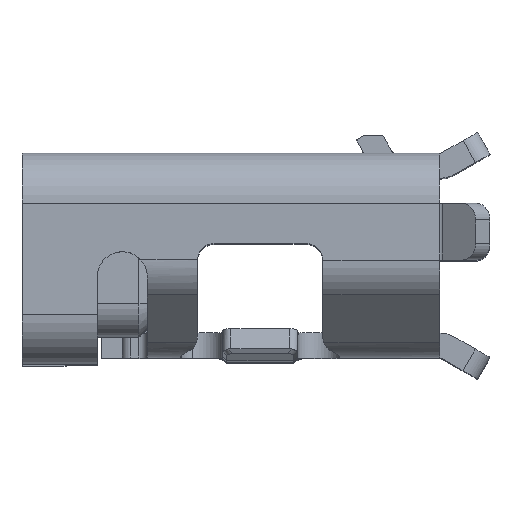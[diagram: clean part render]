
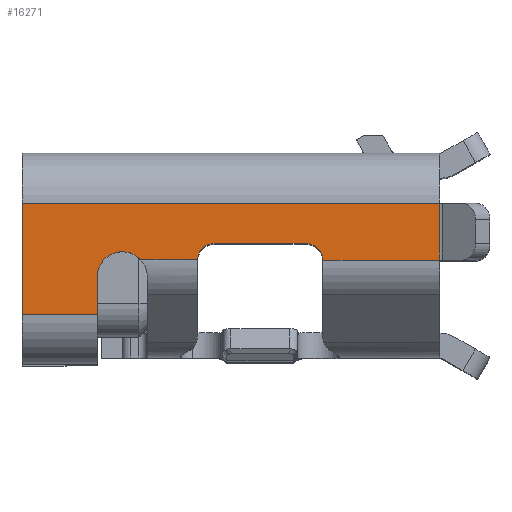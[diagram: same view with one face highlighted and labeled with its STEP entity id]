
A CAD part, top view. The second image highlights one B-rep face of the part: STEP entity #16271.
In plain terms, the highlighted planar face has unit normal (0, 0, 1).
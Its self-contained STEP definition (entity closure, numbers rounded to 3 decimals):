
#49 = ORIENTED_EDGE ( 'NONE', *, *, #9715, .F. ) ;
#471 = EDGE_CURVE ( 'NONE', #14619, #5954, #5587, .T. ) ;
#498 = CARTESIAN_POINT ( 'NONE',  ( 5.08, 1.63, 7.175 ) ) ;
#768 = CARTESIAN_POINT ( 'NONE',  ( 0.98, 0.75, 7.175 ) ) ;
#1002 = DIRECTION ( 'NONE',  ( -1., 0., 0. ) ) ;
#1164 = VERTEX_POINT ( 'NONE', #4595 ) ;
#1235 = PLANE ( 'NONE',  #13756 ) ;
#1240 = DIRECTION ( 'NONE',  ( -1., 0., 0. ) ) ;
#1299 = CARTESIAN_POINT ( 'NONE',  ( 2.38, 0.95, 7.175 ) ) ;
#1397 = LINE ( 'NONE', #15764, #12532 ) ;
#1418 = ORIENTED_EDGE ( 'NONE', *, *, #11592, .T. ) ;
#1450 = ORIENTED_EDGE ( 'NONE', *, *, #9297, .T. ) ;
#1522 = VERTEX_POINT ( 'NONE', #3966 ) ;
#1586 = DIRECTION ( 'NONE',  ( 1., 0., 0. ) ) ;
#1667 = ORIENTED_EDGE ( 'NONE', *, *, #6352, .T. ) ;
#1959 = VERTEX_POINT ( 'NONE', #13010 ) ;
#2008 = DIRECTION ( 'NONE',  ( 0., -1., 0. ) ) ;
#2024 = CIRCLE ( 'NONE', #11064, 0.2 ) ;
#2223 = AXIS2_PLACEMENT_3D ( 'NONE', #13742, #7396, #2561 ) ;
#2230 = CARTESIAN_POINT ( 'NONE',  ( 1.236, 1.63, 7.175 ) ) ;
#2350 = CARTESIAN_POINT ( 'NONE',  ( 1.236, 0.3, 7.175 ) ) ;
#2458 = VECTOR ( 'NONE', #8471, 1000. ) ;
#2462 = DIRECTION ( 'NONE',  ( 1., 0., 0. ) ) ;
#2561 = DIRECTION ( 'NONE',  ( 0., 1., 0. ) ) ;
#2564 = ORIENTED_EDGE ( 'NONE', *, *, #8864, .T. ) ;
#2781 = CARTESIAN_POINT ( 'NONE',  ( 3.48, 0.95, 7.175 ) ) ;
#2802 = ORIENTED_EDGE ( 'NONE', *, *, #8220, .T. ) ;
#2815 = CARTESIAN_POINT ( 'NONE',  ( 1.502, 0.952, 7.175 ) ) ;
#2889 = DIRECTION ( 'NONE',  ( 0., 0., -1. ) ) ;
#2931 = VECTOR ( 'NONE', #13785, 1000. ) ;
#3165 = CARTESIAN_POINT ( 'NONE',  ( 5.08, 0.95, 7.175 ) ) ;
#3184 = CARTESIAN_POINT ( 'NONE',  ( 0.98, 0., 7.175 ) ) ;
#3229 = LINE ( 'NONE', #2350, #14569 ) ;
#3632 = CIRCLE ( 'NONE', #2223, 0.3 ) ;
#3926 = VECTOR ( 'NONE', #12429, 1000. ) ;
#3966 = CARTESIAN_POINT ( 'NONE',  ( 3.48, 1.15, 7.175 ) ) ;
#4061 = CARTESIAN_POINT ( 'NONE',  ( 5.08, 0., 7.175 ) ) ;
#4110 = VERTEX_POINT ( 'NONE', #8399 ) ;
#4595 = CARTESIAN_POINT ( 'NONE',  ( 0.08, 1.63, 7.175 ) ) ;
#4831 = CARTESIAN_POINT ( 'NONE',  ( 1.236, 1.15, 7.175 ) ) ;
#5131 = DIRECTION ( 'NONE',  ( 0., 0., 1. ) ) ;
#5587 = LINE ( 'NONE', #4061, #11745 ) ;
#5618 = VERTEX_POINT ( 'NONE', #2815 ) ;
#5691 = CARTESIAN_POINT ( 'NONE',  ( 0.08, 0., 7.175 ) ) ;
#5816 = DIRECTION ( 'NONE',  ( 0., -1., 0. ) ) ;
#5927 = CARTESIAN_POINT ( 'NONE',  ( 3.68, 0., 7.175 ) ) ;
#5954 = VERTEX_POINT ( 'NONE', #6083 ) ;
#6014 = CARTESIAN_POINT ( 'NONE',  ( 1.236, 0.948, 7.175 ) ) ;
#6083 = CARTESIAN_POINT ( 'NONE',  ( 5.08, 0.948, 7.175 ) ) ;
#6242 = VERTEX_POINT ( 'NONE', #498 ) ;
#6278 = EDGE_CURVE ( 'NONE', #1959, #12062, #8974, .T. ) ;
#6352 = EDGE_CURVE ( 'NONE', #1164, #11845, #11168, .T. ) ;
#6503 = LINE ( 'NONE', #13152, #6698 ) ;
#6682 = CIRCLE ( 'NONE', #7177, 0.2 ) ;
#6698 = VECTOR ( 'NONE', #1586, 1000. ) ;
#6854 = DIRECTION ( 'NONE',  ( 0., 1., 0. ) ) ;
#7177 = AXIS2_PLACEMENT_3D ( 'NONE', #1299, #11312, #1240 ) ;
#7222 = LINE ( 'NONE', #5927, #2458 ) ;
#7264 = ORIENTED_EDGE ( 'NONE', *, *, #11503, .T. ) ;
#7289 = CARTESIAN_POINT ( 'NONE',  ( 2.18, 0.952, 7.175 ) ) ;
#7396 = DIRECTION ( 'NONE',  ( 0., 0., -1. ) ) ;
#7568 = CARTESIAN_POINT ( 'NONE',  ( 5.08, 0.83, 7.175 ) ) ;
#7789 = VERTEX_POINT ( 'NONE', #11366 ) ;
#7899 = LINE ( 'NONE', #2230, #2931 ) ;
#8156 = CARTESIAN_POINT ( 'NONE',  ( 0.08, 0.3, 7.175 ) ) ;
#8220 = EDGE_CURVE ( 'NONE', #6242, #1164, #7899, .T. ) ;
#8399 = CARTESIAN_POINT ( 'NONE',  ( 3.68, 0.95, 7.175 ) ) ;
#8471 = DIRECTION ( 'NONE',  ( 0., -1., 0. ) ) ;
#8499 = ORIENTED_EDGE ( 'NONE', *, *, #13471, .F. ) ;
#8664 = EDGE_CURVE ( 'NONE', #1522, #9725, #11479, .T. ) ;
#8864 = EDGE_CURVE ( 'NONE', #5618, #11480, #6503, .T. ) ;
#8974 = LINE ( 'NONE', #3184, #13958 ) ;
#9297 = EDGE_CURVE ( 'NONE', #11480, #9725, #6682, .T. ) ;
#9488 = ORIENTED_EDGE ( 'NONE', *, *, #6278, .T. ) ;
#9715 = EDGE_CURVE ( 'NONE', #5954, #7789, #15823, .T. ) ;
#9725 = VERTEX_POINT ( 'NONE', #11128 ) ;
#10561 = DIRECTION ( 'NONE',  ( -1., 0., 0. ) ) ;
#10995 = EDGE_CURVE ( 'NONE', #4110, #7789, #7222, .T. ) ;
#11002 = EDGE_LOOP ( 'NONE', ( #1450, #14151, #11510, #12349, #49, #15449, #8499, #2802, #1667, #7264, #9488, #1418, #2564 ) ) ;
#11064 = AXIS2_PLACEMENT_3D ( 'NONE', #2781, #2889, #10561 ) ;
#11128 = CARTESIAN_POINT ( 'NONE',  ( 2.38, 1.15, 7.175 ) ) ;
#11168 = LINE ( 'NONE', #5691, #15939 ) ;
#11312 = DIRECTION ( 'NONE',  ( 0., 0., -1. ) ) ;
#11366 = CARTESIAN_POINT ( 'NONE',  ( 3.68, 0.948, 7.175 ) ) ;
#11479 = LINE ( 'NONE', #4831, #3926 ) ;
#11480 = VERTEX_POINT ( 'NONE', #7289 ) ;
#11503 = EDGE_CURVE ( 'NONE', #11845, #1959, #3229, .T. ) ;
#11510 = ORIENTED_EDGE ( 'NONE', *, *, #11688, .T. ) ;
#11592 = EDGE_CURVE ( 'NONE', #12062, #5618, #3632, .T. ) ;
#11688 = EDGE_CURVE ( 'NONE', #1522, #4110, #2024, .T. ) ;
#11745 = VECTOR ( 'NONE', #13006, 1000. ) ;
#11845 = VERTEX_POINT ( 'NONE', #8156 ) ;
#12062 = VERTEX_POINT ( 'NONE', #768 ) ;
#12349 = ORIENTED_EDGE ( 'NONE', *, *, #10995, .T. ) ;
#12429 = DIRECTION ( 'NONE',  ( -1., 0., 0. ) ) ;
#12532 = VECTOR ( 'NONE', #5816, 1000. ) ;
#12573 = DIRECTION ( 'NONE',  ( 1., 0., 0. ) ) ;
#13006 = DIRECTION ( 'NONE',  ( 0., -1., 0. ) ) ;
#13010 = CARTESIAN_POINT ( 'NONE',  ( 0.98, 0.3, 7.175 ) ) ;
#13037 = VECTOR ( 'NONE', #1002, 1000. ) ;
#13152 = CARTESIAN_POINT ( 'NONE',  ( 1.236, 0.952, 7.175 ) ) ;
#13471 = EDGE_CURVE ( 'NONE', #6242, #14619, #1397, .T. ) ;
#13654 = FACE_OUTER_BOUND ( 'NONE', #11002, .T. ) ;
#13742 = CARTESIAN_POINT ( 'NONE',  ( 1.28, 0.75, 7.175 ) ) ;
#13756 = AXIS2_PLACEMENT_3D ( 'NONE', #7568, #5131, #2462 ) ;
#13785 = DIRECTION ( 'NONE',  ( -1., 0., 0. ) ) ;
#13958 = VECTOR ( 'NONE', #6854, 1000. ) ;
#14151 = ORIENTED_EDGE ( 'NONE', *, *, #8664, .F. ) ;
#14569 = VECTOR ( 'NONE', #12573, 1000. ) ;
#14619 = VERTEX_POINT ( 'NONE', #3165 ) ;
#15449 = ORIENTED_EDGE ( 'NONE', *, *, #471, .F. ) ;
#15764 = CARTESIAN_POINT ( 'NONE',  ( 5.08, 0., 7.175 ) ) ;
#15823 = LINE ( 'NONE', #6014, #13037 ) ;
#15939 = VECTOR ( 'NONE', #2008, 1000. ) ;
#16271 = ADVANCED_FACE ( 'NONE', ( #13654 ), #1235, .T. ) ;
